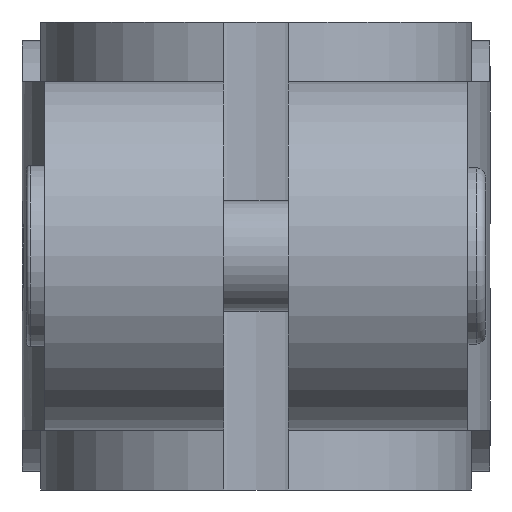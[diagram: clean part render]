
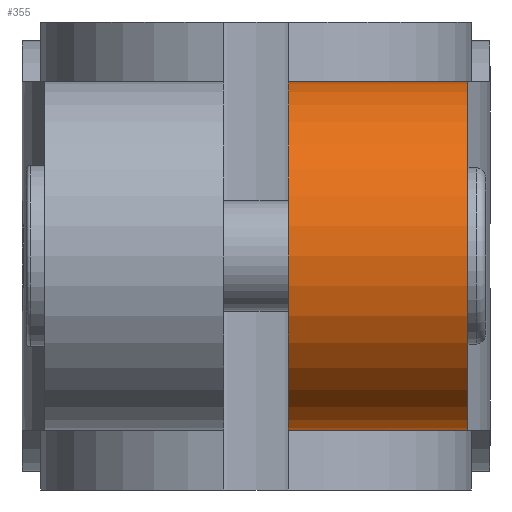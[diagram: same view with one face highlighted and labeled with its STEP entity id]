
A CAD part, left-side view. The second image highlights one B-rep face of the part: STEP entity #355.
In plain terms, the highlighted cylindrical face has radius 9.5 mm (diameter 19 mm), a partial arc.
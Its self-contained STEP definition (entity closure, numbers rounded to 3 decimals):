
#355 = ADVANCED_FACE( '', ( #802 ), #803, .T. );
#802 = FACE_OUTER_BOUND( '', #1340, .T. );
#803 = CYLINDRICAL_SURFACE( '', #1341, 9.5 );
#1340 = EDGE_LOOP( '', ( #2309, #2310, #2311, #2312 ) );
#1341 = AXIS2_PLACEMENT_3D( '', #2313, #2314, #2315 );
#2309 = ORIENTED_EDGE( '', *, *, #2946, .F. );
#2310 = ORIENTED_EDGE( '', *, *, #3277, .T. );
#2311 = ORIENTED_EDGE( '', *, *, #3203, .T. );
#2312 = ORIENTED_EDGE( '', *, *, #3263, .F. );
#2313 = CARTESIAN_POINT( '', ( -13., 11.5, 12.75 ) );
#2314 = DIRECTION( '', ( 0., 1., 0. ) );
#2315 = DIRECTION( '', ( 0., 0., -1. ) );
#2946 = EDGE_CURVE( '', #3468, #3470, #3471, .T. );
#3203 = EDGE_CURVE( '', #3883, #3887, #3889, .T. );
#3263 = EDGE_CURVE( '', #3470, #3887, #3969, .T. );
#3277 = EDGE_CURVE( '', #3468, #3883, #3988, .T. );
#3468 = VERTEX_POINT( '', #4220 );
#3470 = VERTEX_POINT( '', #4223 );
#3471 = CIRCLE( '', #4224, 9.5 );
#3883 = VERTEX_POINT( '', #4870 );
#3887 = VERTEX_POINT( '', #4876 );
#3889 = CIRCLE( '', #4879, 9.5 );
#3969 = LINE( '', #5007, #5008 );
#3988 = LINE( '', #5032, #5033 );
#4220 = CARTESIAN_POINT( '', ( -13., -1.75, 3.25 ) );
#4223 = CARTESIAN_POINT( '', ( -13., -1.75, 22.25 ) );
#4224 = AXIS2_PLACEMENT_3D( '', #5313, #5314, #5315 );
#4870 = CARTESIAN_POINT( '', ( -13., -11.5, 3.25 ) );
#4876 = CARTESIAN_POINT( '', ( -13., -11.5, 22.25 ) );
#4879 = AXIS2_PLACEMENT_3D( '', #5583, #5584, #5585 );
#5007 = CARTESIAN_POINT( '', ( -13., 11.5, 22.25 ) );
#5008 = VECTOR( '', #5632, 1000. );
#5032 = CARTESIAN_POINT( '', ( -13., 11.5, 3.25 ) );
#5033 = VECTOR( '', #5647, 1000. );
#5313 = CARTESIAN_POINT( '', ( -13., -1.75, 12.75 ) );
#5314 = DIRECTION( '', ( 0., 1., 0. ) );
#5315 = DIRECTION( '', ( 0., 0., 1. ) );
#5583 = CARTESIAN_POINT( '', ( -13., -11.5, 12.75 ) );
#5584 = DIRECTION( '', ( 0., 1., 0. ) );
#5585 = DIRECTION( '', ( 1., 0., 0. ) );
#5632 = DIRECTION( '', ( 0., -1., 0. ) );
#5647 = DIRECTION( '', ( 0., -1., 0. ) );
